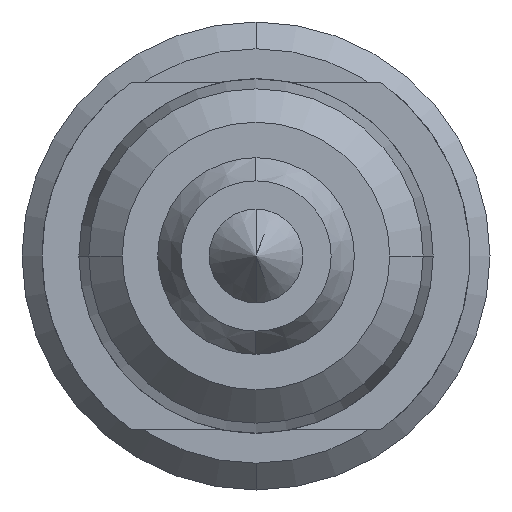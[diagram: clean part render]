
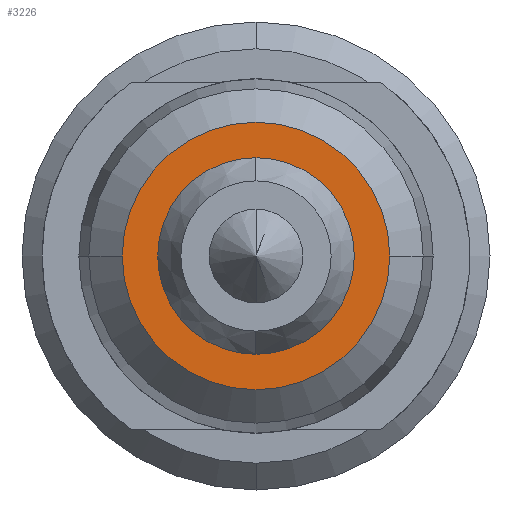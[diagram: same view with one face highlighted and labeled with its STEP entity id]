
A CAD part, front view. The second image highlights one B-rep face of the part: STEP entity #3226.
In plain terms, the highlighted planar face has unit normal (0, -1, 0).
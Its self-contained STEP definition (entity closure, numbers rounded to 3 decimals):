
#39 = EDGE_CURVE ( 'Defeature ausgef�hrt2_14+Defeature ausgef�hrt2_33+Defeature ausgef�hrt2_33+Defeature ausgef�hrt2_33', #362, #2568, #4066, .T. ) ;
#108 = AXIS2_PLACEMENT_3D ( 'NONE', #348, #3665, #1460 ) ;
#348 = CARTESIAN_POINT ( 'NONE',  ( 0., 0., 0. ) ) ;
#362 = VERTEX_POINT ( 'NONE', #368 ) ;
#368 = CARTESIAN_POINT ( 'NONE',  ( 0., 0., 0.735 ) ) ;
#413 = EDGE_CURVE ( 'Defeature ausgef�hrt2_14+Defeature ausgef�hrt2_5+Defeature ausgef�hrt2_5+Defeature ausgef�hrt2_5', #918, #1988, #1248, .T. ) ;
#491 = EDGE_LOOP ( 'NONE', ( #1065, #1231 ) ) ;
#591 = CARTESIAN_POINT ( 'NONE',  ( 0., 0., 0. ) ) ;
#918 = VERTEX_POINT ( 'NONE', #2453 ) ;
#921 = DIRECTION ( 'NONE',  ( 0., -1., 0. ) ) ;
#927 = AXIS2_PLACEMENT_3D ( 'NONE', #591, #3547, #4254 ) ;
#1065 = ORIENTED_EDGE ( 'NONE', *, *, #39, .T. ) ;
#1173 = ORIENTED_EDGE ( 'NONE', *, *, #3275, .T. ) ;
#1184 = CARTESIAN_POINT ( 'NONE',  ( 1., 0., 0. ) ) ;
#1231 = ORIENTED_EDGE ( 'NONE', *, *, #2890, .T. ) ;
#1248 = CIRCLE ( 'NONE', #3327, 1. ) ;
#1460 = DIRECTION ( 'NONE',  ( 0., 0., -1. ) ) ;
#1753 = DIRECTION ( 'NONE',  ( 0., 1., 0. ) ) ;
#1988 = VERTEX_POINT ( 'NONE', #1184 ) ;
#2143 = DIRECTION ( 'NONE',  ( 0., 0., -1. ) ) ;
#2186 = EDGE_LOOP ( 'NONE', ( #1173, #2392 ) ) ;
#2300 = FACE_OUTER_BOUND ( 'NONE', #2186, .T. ) ;
#2392 = ORIENTED_EDGE ( 'NONE', *, *, #413, .T. ) ;
#2393 = AXIS2_PLACEMENT_3D ( 'NONE', #3206, #1753, #2143 ) ;
#2453 = CARTESIAN_POINT ( 'NONE',  ( -1., 0., 0. ) ) ;
#2519 = DIRECTION ( 'NONE',  ( -1., 0., 0. ) ) ;
#2568 = VERTEX_POINT ( 'NONE', #3771 ) ;
#2654 = CIRCLE ( 'NONE', #3093, 1. ) ;
#2805 = PLANE ( 'NONE',  #927 ) ;
#2890 = EDGE_CURVE ( 'Defeature ausgef�hrt2_14+Defeature ausgef�hrt2_33+Defeature ausgef�hrt2_33+Defeature ausgef�hrt2_33', #2568, #362, #3115, .T. ) ;
#3093 = AXIS2_PLACEMENT_3D ( 'NONE', #3483, #921, #3896 ) ;
#3115 = CIRCLE ( 'NONE', #108, 0.735 ) ;
#3206 = CARTESIAN_POINT ( 'NONE',  ( 0., 0., 0. ) ) ;
#3226 = ADVANCED_FACE ( 'Defeature ausgef�hrt2_14', ( #4350, #2300 ), #2805, .T. ) ;
#3275 = EDGE_CURVE ( 'Defeature ausgef�hrt2_14+Defeature ausgef�hrt2_5+Defeature ausgef�hrt2_5+Defeature ausgef�hrt2_5', #1988, #918, #2654, .T. ) ;
#3327 = AXIS2_PLACEMENT_3D ( 'NONE', #4004, #4691, #2519 ) ;
#3483 = CARTESIAN_POINT ( 'NONE',  ( 0., 0., 0. ) ) ;
#3547 = DIRECTION ( 'NONE',  ( 0., -1., 0. ) ) ;
#3665 = DIRECTION ( 'NONE',  ( 0., 1., 0. ) ) ;
#3771 = CARTESIAN_POINT ( 'NONE',  ( 0., 0., -0.735 ) ) ;
#3896 = DIRECTION ( 'NONE',  ( -1., 0., 0. ) ) ;
#4004 = CARTESIAN_POINT ( 'NONE',  ( 0., 0., 0. ) ) ;
#4066 = CIRCLE ( 'NONE', #2393, 0.735 ) ;
#4254 = DIRECTION ( 'NONE',  ( -1., 0., 0. ) ) ;
#4350 = FACE_BOUND ( 'NONE', #491, .T. ) ;
#4691 = DIRECTION ( 'NONE',  ( 0., -1., 0. ) ) ;
